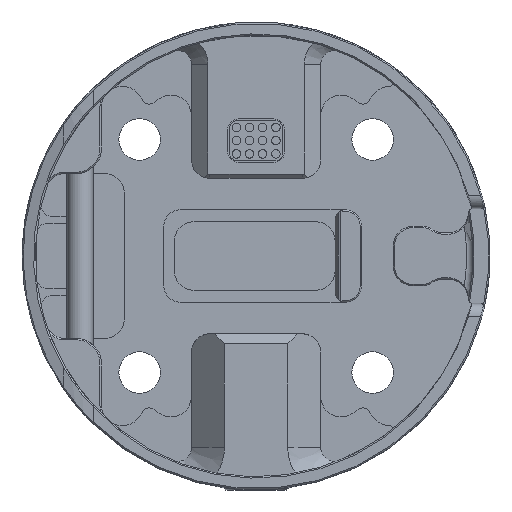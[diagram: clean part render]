
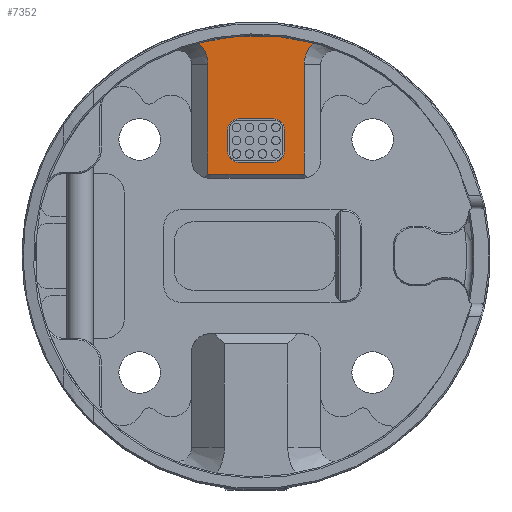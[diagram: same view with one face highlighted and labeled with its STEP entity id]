
A CAD part, front view. The second image highlights one B-rep face of the part: STEP entity #7352.
In plain terms, the highlighted planar face has unit normal (0, -1, 0).
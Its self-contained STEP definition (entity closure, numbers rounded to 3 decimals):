
#11 = AXIS2_PLACEMENT_3D ( 'NONE', #11238, #18219, #12640 ) ;
#68 = DIRECTION ( 'NONE',  ( 0., -1., 0. ) ) ;
#153 = DIRECTION ( 'NONE',  ( 0., 0., -1. ) ) ;
#297 = CIRCLE ( 'NONE', #11, 1.6 ) ;
#333 = DIRECTION ( 'NONE',  ( 0., 0., 1. ) ) ;
#542 = VERTEX_POINT ( 'NONE', #14714 ) ;
#553 = VERTEX_POINT ( 'NONE', #7916 ) ;
#640 = VERTEX_POINT ( 'NONE', #11905 ) ;
#650 = CIRCLE ( 'NONE', #11315, 2.2 ) ;
#684 = ORIENTED_EDGE ( 'NONE', *, *, #5554, .F. ) ;
#750 = EDGE_CURVE ( 'NONE', #14187, #8741, #297, .T. ) ;
#792 = EDGE_CURVE ( 'NONE', #553, #14187, #8358, .T. ) ;
#1030 = DIRECTION ( 'NONE',  ( 0., 1., 0. ) ) ;
#1109 = FACE_BOUND ( 'NONE', #2784, .T. ) ;
#1216 = ORIENTED_EDGE ( 'NONE', *, *, #6399, .T. ) ;
#1409 = AXIS2_PLACEMENT_3D ( 'NONE', #17579, #14807, #6233 ) ;
#1483 = ORIENTED_EDGE ( 'NONE', *, *, #17044, .T. ) ;
#1565 = ORIENTED_EDGE ( 'NONE', *, *, #15621, .F. ) ;
#1834 = AXIS2_PLACEMENT_3D ( 'NONE', #13212, #6147, #11912 ) ;
#1885 = EDGE_CURVE ( 'NONE', #640, #542, #13264, .T. ) ;
#2019 = VERTEX_POINT ( 'NONE', #11067 ) ;
#2213 = VECTOR ( 'NONE', #6164, 1000. ) ;
#2443 = CARTESIAN_POINT ( 'NONE',  ( 2.7, -7.9, 19.2 ) ) ;
#2598 = CARTESIAN_POINT ( 'NONE',  ( 7.3, -7.9, 29.058 ) ) ;
#2677 = FACE_OUTER_BOUND ( 'NONE', #5025, .T. ) ;
#2763 = CARTESIAN_POINT ( 'NONE',  ( -7., -7.9, 12.4 ) ) ;
#2784 = EDGE_LOOP ( 'NONE', ( #4430, #1565, #16654, #9503, #15473, #684, #18017, #10607 ) ) ;
#3112 = VERTEX_POINT ( 'NONE', #14860 ) ;
#3413 = ORIENTED_EDGE ( 'NONE', *, *, #12092, .T. ) ;
#4206 = VERTEX_POINT ( 'NONE', #8146 ) ;
#4250 = AXIS2_PLACEMENT_3D ( 'NONE', #5182, #1030, #16338 ) ;
#4277 = CARTESIAN_POINT ( 'NONE',  ( -7., -7.9, 14.6 ) ) ;
#4310 = DIRECTION ( 'NONE',  ( 0., 0., -1. ) ) ;
#4430 = ORIENTED_EDGE ( 'NONE', *, *, #8164, .F. ) ;
#4756 = EDGE_CURVE ( 'NONE', #6965, #6494, #10348, .T. ) ;
#4831 = AXIS2_PLACEMENT_3D ( 'NONE', #17049, #68, #4310 ) ;
#5025 = EDGE_LOOP ( 'NONE', ( #1483, #12614, #8077, #3413, #10011, #9742, #15689, #1216 ) ) ;
#5089 = CARTESIAN_POINT ( 'NONE',  ( -7.3, -7.9, 29.058 ) ) ;
#5119 = DIRECTION ( 'NONE',  ( 0., -1., 0. ) ) ;
#5182 = CARTESIAN_POINT ( 'NONE',  ( -11.9, -7.9, 29.058 ) ) ;
#5318 = CARTESIAN_POINT ( 'NONE',  ( 7., -7.9, 14.6 ) ) ;
#5380 = AXIS2_PLACEMENT_3D ( 'NONE', #2443, #5119, #17950 ) ;
#5524 = PLANE ( 'NONE',  #8070 ) ;
#5554 = EDGE_CURVE ( 'NONE', #542, #6972, #10527, .T. ) ;
#6139 = CARTESIAN_POINT ( 'NONE',  ( 7., -7.9, 12.4 ) ) ;
#6147 = DIRECTION ( 'NONE',  ( 0., -1., 0. ) ) ;
#6164 = DIRECTION ( 'NONE',  ( 0., 0., -1. ) ) ;
#6233 = DIRECTION ( 'NONE',  ( 0., 0., -1. ) ) ;
#6399 = EDGE_CURVE ( 'NONE', #4206, #6402, #15526, .T. ) ;
#6402 = VERTEX_POINT ( 'NONE', #5089 ) ;
#6435 = DIRECTION ( 'NONE',  ( 0., 0., 1. ) ) ;
#6494 = VERTEX_POINT ( 'NONE', #2598 ) ;
#6693 = CARTESIAN_POINT ( 'NONE',  ( 2.7, -7.9, 20.8 ) ) ;
#6867 = EDGE_CURVE ( 'NONE', #6494, #3112, #16729, .T. ) ;
#6965 = VERTEX_POINT ( 'NONE', #8374 ) ;
#6972 = VERTEX_POINT ( 'NONE', #18317 ) ;
#7170 = VECTOR ( 'NONE', #6435, 1000. ) ;
#7221 = CARTESIAN_POINT ( 'NONE',  ( -4.3, -7.9, 15.8 ) ) ;
#7349 = CARTESIAN_POINT ( 'NONE',  ( 7.3, -7.9, 29.058 ) ) ;
#7352 = ADVANCED_FACE ( 'NONE', ( #2677, #1109 ), #5524, .T. ) ;
#7369 = CARTESIAN_POINT ( 'NONE',  ( -4.3, -7.9, 15.8 ) ) ;
#7492 = VERTEX_POINT ( 'NONE', #11567 ) ;
#7515 = CARTESIAN_POINT ( 'NONE',  ( 7., -7.9, 12.4 ) ) ;
#7516 = VERTEX_POINT ( 'NONE', #2763 ) ;
#7681 = VECTOR ( 'NONE', #12542, 1000. ) ;
#7916 = CARTESIAN_POINT ( 'NONE',  ( 2.7, -7.9, 20.8 ) ) ;
#8070 = AXIS2_PLACEMENT_3D ( 'NONE', #10934, #10846, #9368 ) ;
#8077 = ORIENTED_EDGE ( 'NONE', *, *, #12372, .T. ) ;
#8146 = CARTESIAN_POINT ( 'NONE',  ( -8.691, -7.9, 32.353 ) ) ;
#8164 = EDGE_CURVE ( 'NONE', #13522, #2019, #15783, .T. ) ;
#8358 = LINE ( 'NONE', #6693, #9771 ) ;
#8374 = CARTESIAN_POINT ( 'NONE',  ( 7.3, -7.9, 12.421 ) ) ;
#8506 = EDGE_CURVE ( 'NONE', #7492, #7516, #650, .T. ) ;
#8741 = VERTEX_POINT ( 'NONE', #13568 ) ;
#9368 = DIRECTION ( 'NONE',  ( 0., 0., -1. ) ) ;
#9499 = EDGE_CURVE ( 'NONE', #2019, #640, #16568, .T. ) ;
#9503 = ORIENTED_EDGE ( 'NONE', *, *, #792, .F. ) ;
#9742 = ORIENTED_EDGE ( 'NONE', *, *, #6867, .T. ) ;
#9771 = VECTOR ( 'NONE', #12377, 1000. ) ;
#9782 = DIRECTION ( 'NONE',  ( 0., 1., 0. ) ) ;
#9961 = DIRECTION ( 'NONE',  ( 0., -1., 0. ) ) ;
#10011 = ORIENTED_EDGE ( 'NONE', *, *, #4756, .T. ) ;
#10184 = LINE ( 'NONE', #7369, #2213 ) ;
#10348 = LINE ( 'NONE', #7349, #10735 ) ;
#10422 = DIRECTION ( 'NONE',  ( 1., 0., 0. ) ) ;
#10527 = LINE ( 'NONE', #17586, #7170 ) ;
#10607 = ORIENTED_EDGE ( 'NONE', *, *, #9499, .F. ) ;
#10650 = CARTESIAN_POINT ( 'NONE',  ( -2.7, -7.9, 20.8 ) ) ;
#10735 = VECTOR ( 'NONE', #333, 1000. ) ;
#10767 = CIRCLE ( 'NONE', #4831, 33.5 ) ;
#10846 = DIRECTION ( 'NONE',  ( 0., -1., 0. ) ) ;
#10934 = CARTESIAN_POINT ( 'NONE',  ( 0., -7.9, 0. ) ) ;
#10969 = CARTESIAN_POINT ( 'NONE',  ( 2.7, -7.9, 14.2 ) ) ;
#10992 = DIRECTION ( 'NONE',  ( 0., -1., 0. ) ) ;
#11067 = CARTESIAN_POINT ( 'NONE',  ( -2.7, -7.9, 14.2 ) ) ;
#11238 = CARTESIAN_POINT ( 'NONE',  ( -2.7, -7.9, 19.2 ) ) ;
#11315 = AXIS2_PLACEMENT_3D ( 'NONE', #4277, #9961, #18225 ) ;
#11567 = CARTESIAN_POINT ( 'NONE',  ( -7.3, -7.9, 12.421 ) ) ;
#11719 = LINE ( 'NONE', #6139, #13542 ) ;
#11739 = CIRCLE ( 'NONE', #14115, 2.2 ) ;
#11905 = CARTESIAN_POINT ( 'NONE',  ( 2.7, -7.9, 14.2 ) ) ;
#11912 = DIRECTION ( 'NONE',  ( 0., 0., 1. ) ) ;
#12092 = EDGE_CURVE ( 'NONE', #17368, #6965, #11739, .T. ) ;
#12372 = EDGE_CURVE ( 'NONE', #7516, #17368, #11719, .T. ) ;
#12377 = DIRECTION ( 'NONE',  ( -1., 0., 0. ) ) ;
#12542 = DIRECTION ( 'NONE',  ( 1., 0., 0. ) ) ;
#12614 = ORIENTED_EDGE ( 'NONE', *, *, #8506, .T. ) ;
#12640 = DIRECTION ( 'NONE',  ( 0., 0., -1. ) ) ;
#12854 = CARTESIAN_POINT ( 'NONE',  ( -7.3, -7.9, 14.6 ) ) ;
#13212 = CARTESIAN_POINT ( 'NONE',  ( -2.7, -7.9, 15.8 ) ) ;
#13260 = EDGE_CURVE ( 'NONE', #6972, #553, #13998, .T. ) ;
#13264 = CIRCLE ( 'NONE', #1409, 1.6 ) ;
#13517 = VECTOR ( 'NONE', #153, 1000. ) ;
#13522 = VERTEX_POINT ( 'NONE', #7221 ) ;
#13542 = VECTOR ( 'NONE', #10422, 1000. ) ;
#13568 = CARTESIAN_POINT ( 'NONE',  ( -4.3, -7.9, 19.2 ) ) ;
#13953 = CARTESIAN_POINT ( 'NONE',  ( 11.9, -7.9, 29.058 ) ) ;
#13998 = CIRCLE ( 'NONE', #5380, 1.6 ) ;
#14115 = AXIS2_PLACEMENT_3D ( 'NONE', #5318, #10992, #16848 ) ;
#14187 = VERTEX_POINT ( 'NONE', #10650 ) ;
#14423 = EDGE_CURVE ( 'NONE', #3112, #4206, #10767, .T. ) ;
#14714 = CARTESIAN_POINT ( 'NONE',  ( 4.3, -7.9, 15.8 ) ) ;
#14807 = DIRECTION ( 'NONE',  ( 0., -1., 0. ) ) ;
#14860 = CARTESIAN_POINT ( 'NONE',  ( 8.691, -7.9, 32.353 ) ) ;
#15473 = ORIENTED_EDGE ( 'NONE', *, *, #13260, .F. ) ;
#15526 = CIRCLE ( 'NONE', #4250, 4.6 ) ;
#15621 = EDGE_CURVE ( 'NONE', #8741, #13522, #10184, .T. ) ;
#15689 = ORIENTED_EDGE ( 'NONE', *, *, #14423, .T. ) ;
#15783 = CIRCLE ( 'NONE', #1834, 1.6 ) ;
#16338 = DIRECTION ( 'NONE',  ( 0., 0., -1. ) ) ;
#16568 = LINE ( 'NONE', #10969, #7681 ) ;
#16654 = ORIENTED_EDGE ( 'NONE', *, *, #750, .F. ) ;
#16729 = CIRCLE ( 'NONE', #17320, 4.6 ) ;
#16754 = DIRECTION ( 'NONE',  ( 0., 0., -1. ) ) ;
#16848 = DIRECTION ( 'NONE',  ( 0., 0., -1. ) ) ;
#17044 = EDGE_CURVE ( 'NONE', #6402, #7492, #18246, .T. ) ;
#17049 = CARTESIAN_POINT ( 'NONE',  ( 0., -7.9, 0. ) ) ;
#17320 = AXIS2_PLACEMENT_3D ( 'NONE', #13953, #9782, #16754 ) ;
#17368 = VERTEX_POINT ( 'NONE', #7515 ) ;
#17579 = CARTESIAN_POINT ( 'NONE',  ( 2.7, -7.9, 15.8 ) ) ;
#17586 = CARTESIAN_POINT ( 'NONE',  ( 4.3, -7.9, 15.8 ) ) ;
#17950 = DIRECTION ( 'NONE',  ( 0., 0., -1. ) ) ;
#18017 = ORIENTED_EDGE ( 'NONE', *, *, #1885, .F. ) ;
#18219 = DIRECTION ( 'NONE',  ( 0., -1., 0. ) ) ;
#18225 = DIRECTION ( 'NONE',  ( 0., 0., -1. ) ) ;
#18246 = LINE ( 'NONE', #12854, #13517 ) ;
#18317 = CARTESIAN_POINT ( 'NONE',  ( 4.3, -7.9, 19.2 ) ) ;
